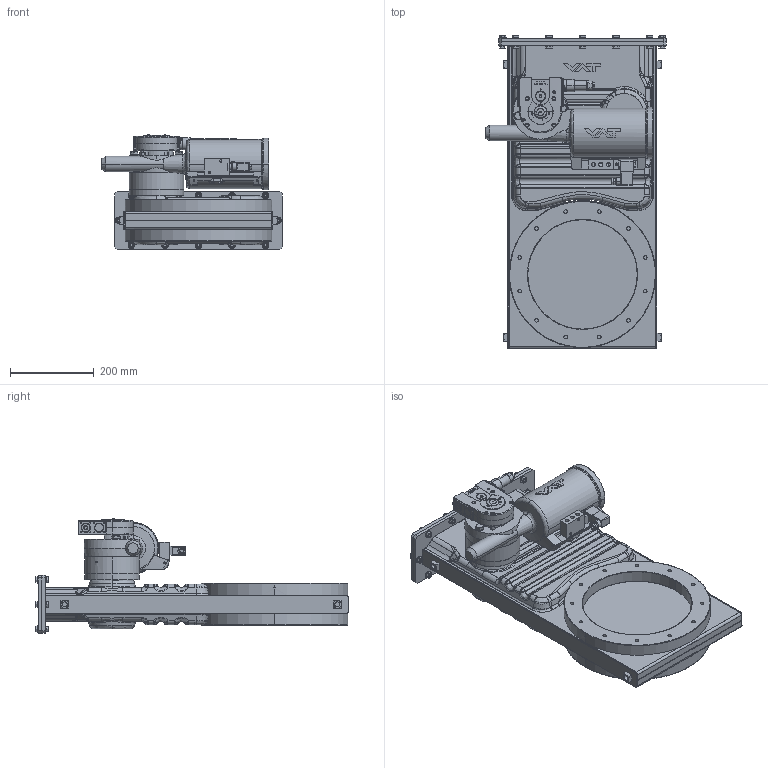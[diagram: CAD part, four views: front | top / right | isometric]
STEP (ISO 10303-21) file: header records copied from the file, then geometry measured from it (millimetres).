
FILE_DESCRIPTION (( 'STEP AP214' ), '1' );
FILE_NAME ('PFE58140.step', '2017-07-10T11:09:22', ( 'install' ), ( '' ), 'SwSTEP 2.0', 'SolidWorks 2015', '' );
FILE_SCHEMA (( 'AUTOMOTIVE_DESIGN' ));
Length unit declared in the file: millimetre
Products named in the file (1): PFE58140
Bounding box: 430.75 x 746.4 x 273.4 mm (x, y, z)
Surface area: 1709048.4 mm2 (no closed solid volume)
Topology: 0 solids, 126 shells, 1587 faces, 4929 edges, 3331 vertices
Faces by surface type: plane 538, cylinder 532, bspline 303, cone 203, torus 11
Entity records: 122245 total; most frequent: CARTESIAN_POINT 79895, ORIENTED_EDGE 7895, DIRECTION 7187, EDGE_CURVE 4872, VERTEX_POINT 3331, AXIS2_PLACEMENT_3D 2664, LINE 1859, VECTOR 1859
